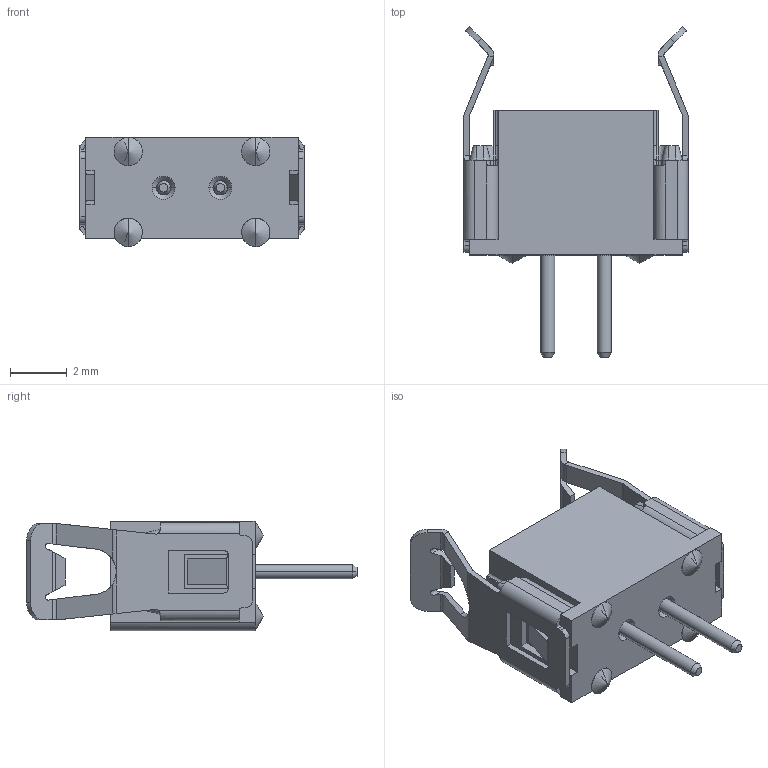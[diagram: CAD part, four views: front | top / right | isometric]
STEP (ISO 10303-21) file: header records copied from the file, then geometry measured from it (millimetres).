
FILE_DESCRIPTION((''),'2;1');
FILE_NAME('M80-882XXXX_ASM','2020-05-19T10:32:29',('Wpreston'),(''),'CREO PARAMETRIC BY PTC INC, 2019344','CREO PARAMETRIC BY PTC INC, 2019344','');
FILE_SCHEMA(('CONFIG_CONTROL_DESIGN','SHAPE_APPEARANCE_LAYERS_GROUPS'));
Length unit declared in the file: millimetre
Products named in the file (4): M80-128XX98; M80-001; M80-0200049; M80-882XXXX_ASM
Assembly tree (5 placements, depth 2):
  M80-882XXXX_ASM
    M80-128XX98
    M80-001  x2
    M80-0200049  x2
Bounding box: 7.9 x 11.65 x 3.85 mm (x, y, z)
Volume: 99.8 mm3; surface area: 384.4 mm2
Topology: 5 solids, 5 shells, 369 faces, 962 edges, 594 vertices
Faces by surface type: plane 201, cylinder 120, cone 40, bspline 8
Entity records: 9991 total; most frequent: CARTESIAN_POINT 1771, ORIENTED_EDGE 1290, DIRECTION 1247, PRESENTATION_STYLE_ASSIGNMENT 653, STYLED_ITEM 648, CURVE_STYLE 645, EDGE_CURVE 645, VECTOR 439
